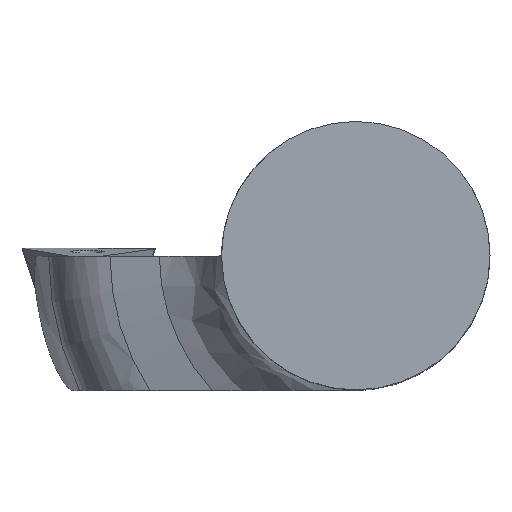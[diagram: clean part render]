
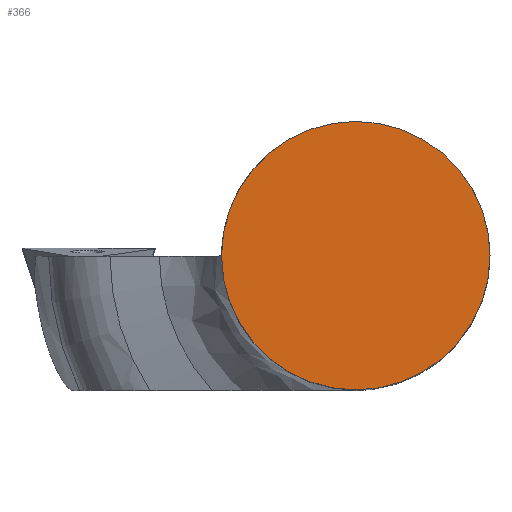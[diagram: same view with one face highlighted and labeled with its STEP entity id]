
A CAD part, top view. The second image highlights one B-rep face of the part: STEP entity #366.
In plain terms, the highlighted planar face has unit normal (0, 0, 1).
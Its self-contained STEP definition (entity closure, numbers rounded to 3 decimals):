
#193=EDGE_CURVE('240[2]',#541,#541,#542,.T.);
#366=ADVANCED_FACE('240[2]',(#783),#784,.T.);
#541=VERTEX_POINT('',#995);
#542=CIRCLE('',#996,8.0);
#783=FACE_OUTER_BOUND('',#1450,.T.);
#784=PLANE('',#1451);
#995=CARTESIAN_POINT('',(-8.0,0.,0.0));
#996=AXIS2_PLACEMENT_3D('',#1789,#1790,#1791);
#1450=EDGE_LOOP('',(#2060));
#1451=AXIS2_PLACEMENT_3D('',#2061,#2062,#2063);
#1789=CARTESIAN_POINT('',(0.,0.,0.0));
#1790=DIRECTION('',(0.,0.,-1.0));
#1791=DIRECTION('',(-1.0,0.,0.));
#2060=ORIENTED_EDGE('',*,*,#193,.F.);
#2061=CARTESIAN_POINT('',(0.,0.,0.0));
#2062=DIRECTION('',(0.,0.,1.0));
#2063=DIRECTION('',(-1.0,0.,0.0));
